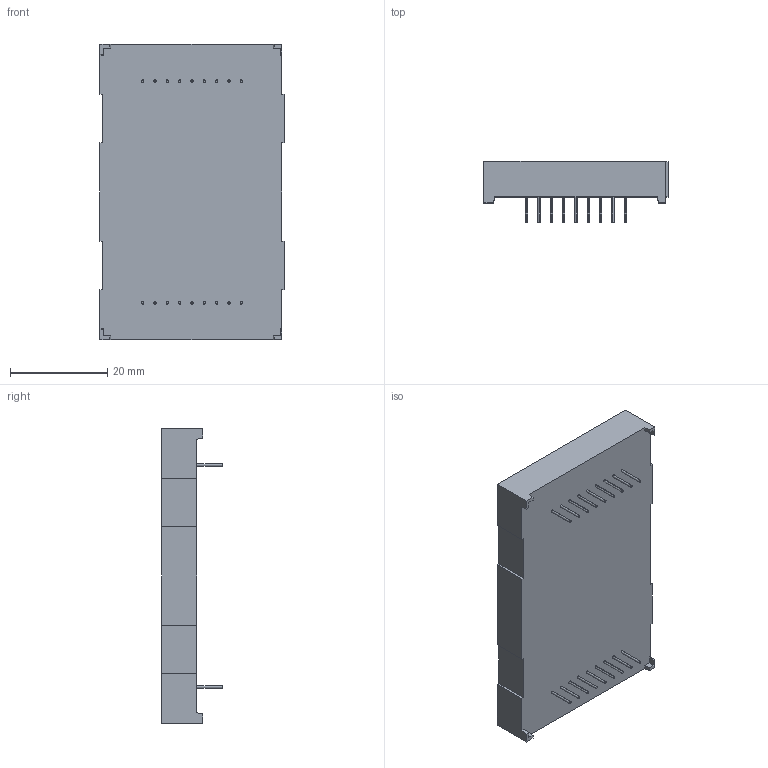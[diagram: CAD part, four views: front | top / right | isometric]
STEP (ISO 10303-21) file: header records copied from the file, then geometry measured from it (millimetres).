
FILE_DESCRIPTION (( 'STEP AP214' ), '1' );
FILE_NAME ('TBA-TBC24-11.STEP', '2008-09-07T17:06:36', ( '' ), ( '' ), 'SwSTEP 2.0', 'SolidWorks 2008', '' );
FILE_SCHEMA (( 'AUTOMOTIVE_DESIGN' ));
Length unit declared in the file: millimetre
Products named in the file (1): TBA-TBC24-11
Bounding box: 38 x 12.5 x 60.8 mm (x, y, z)
Volume: 16519.7 mm3; surface area: 6233 mm2
Topology: 1 solids, 1 shells, 499 faces, 1233 edges, 822 vertices
Faces by surface type: plane 267, cylinder 116, bspline 116
Entity records: 23853 total; most frequent: CARTESIAN_POINT 8943, ORIENTED_EDGE 2466, DIRECTION 2001, EDGE_CURVE 1233, VERTEX_POINT 822, VECTOR 769, LINE 769, AXIS2_PLACEMENT_3D 616
